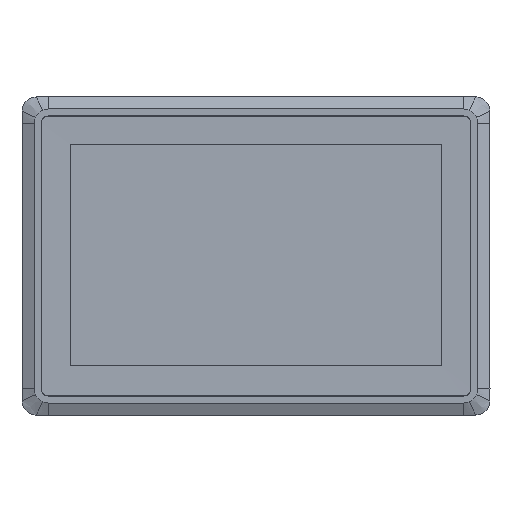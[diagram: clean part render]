
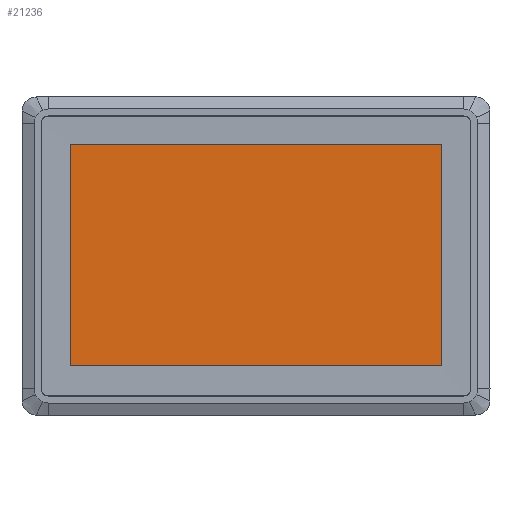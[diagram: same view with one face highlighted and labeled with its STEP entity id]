
A CAD part, top view. The second image highlights one B-rep face of the part: STEP entity #21236.
In plain terms, the highlighted planar face has unit normal (0, 0, 1).
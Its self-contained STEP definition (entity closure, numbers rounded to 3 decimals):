
#88 = ORIENTED_EDGE ( 'NONE', *, *, #18124, .T. ) ;
#1636 = CARTESIAN_POINT ( 'NONE',  ( -77., -45.905, 2. ) ) ;
#1792 = CARTESIAN_POINT ( 'NONE',  ( 77., 45.895, 2. ) ) ;
#1890 = CARTESIAN_POINT ( 'NONE',  ( 77., -45.905, 1.9 ) ) ;
#1982 = ORIENTED_EDGE ( 'NONE', *, *, #5087, .T. ) ;
#2730 = CARTESIAN_POINT ( 'NONE',  ( 77., 15.295, 1.9 ) ) ;
#3541 = LINE ( 'NONE', #11167, #17639 ) ;
#3898 = CARTESIAN_POINT ( 'NONE',  ( 77., 45.895, 2. ) ) ;
#5087 = EDGE_CURVE ( 'NONE', #14188, #16507, #28293, .T. ) ;
#5261 = VECTOR ( 'NONE', #24226, 1000. ) ;
#10586 = B_SPLINE_CURVE_WITH_KNOTS ( 'NONE', 3,
 ( #12533, #12712, #12572, #12501 ),
 .UNSPECIFIED., .F., .F.,
 ( 4, 4 ),
 ( 0., 1. ),
 .UNSPECIFIED. ) ;
#11162 = DIRECTION ( 'NONE',  ( 1., 0., 0. ) ) ;
#11167 = CARTESIAN_POINT ( 'NONE',  ( 0., -45.905, 1.9 ) ) ;
#12156 = CARTESIAN_POINT ( 'NONE',  ( -77., 45.895, 2. ) ) ;
#12501 = CARTESIAN_POINT ( 'NONE',  ( -77., -45.905, 2. ) ) ;
#12533 = CARTESIAN_POINT ( 'NONE',  ( -77., 45.895, 1.9 ) ) ;
#12572 = CARTESIAN_POINT ( 'NONE',  ( -77., -15.305, 1.9 ) ) ;
#12712 = CARTESIAN_POINT ( 'NONE',  ( -77., 15.295, 1.9 ) ) ;
#13081 = CARTESIAN_POINT ( 'NONE',  ( 0., 45.895, 1.9 ) ) ;
#14188 = VERTEX_POINT ( 'NONE', #22611 ) ;
#15367 = CARTESIAN_POINT ( 'NONE',  ( 0., -0.005, 1.9 ) ) ;
#15607 = PLANE ( 'NONE',  #26309 ) ;
#16507 = VERTEX_POINT ( 'NONE', #3898 ) ;
#17326 = DIRECTION ( 'NONE',  ( 1., 0., 0. ) ) ;
#17386 = DIRECTION ( 'NONE',  ( 0., 0., 1. ) ) ;
#17639 = VECTOR ( 'NONE', #11162, 1000. ) ;
#17809 = EDGE_CURVE ( 'NONE', #24857, #14188, #3541, .T. ) ;
#18124 = EDGE_CURVE ( 'NONE', #16507, #29357, #18774, .T. ) ;
#18162 = EDGE_CURVE ( 'NONE', #29357, #24857, #10586, .T. ) ;
#18774 = LINE ( 'NONE', #13081, #5261 ) ;
#21236 = ADVANCED_FACE ( 'NONE', ( #22872 ), #15607, .T. ) ;
#21555 = EDGE_LOOP ( 'NONE', ( #26515, #1982, #88, #24537 ) ) ;
#22611 = CARTESIAN_POINT ( 'NONE',  ( 77., -45.905, 2. ) ) ;
#22872 = FACE_OUTER_BOUND ( 'NONE', #21555, .T. ) ;
#24226 = DIRECTION ( 'NONE',  ( -1., 0., 0. ) ) ;
#24537 = ORIENTED_EDGE ( 'NONE', *, *, #18162, .T. ) ;
#24857 = VERTEX_POINT ( 'NONE', #1636 ) ;
#26309 = AXIS2_PLACEMENT_3D ( 'NONE', #15367, #17386, #17326 ) ;
#26515 = ORIENTED_EDGE ( 'NONE', *, *, #17809, .T. ) ;
#28197 = CARTESIAN_POINT ( 'NONE',  ( 77., -15.305, 1.9 ) ) ;
#28293 = B_SPLINE_CURVE_WITH_KNOTS ( 'NONE', 3,
 ( #1890, #28197, #2730, #1792 ),
 .UNSPECIFIED., .F., .F.,
 ( 4, 4 ),
 ( 0., 1. ),
 .UNSPECIFIED. ) ;
#29357 = VERTEX_POINT ( 'NONE', #12156 ) ;
